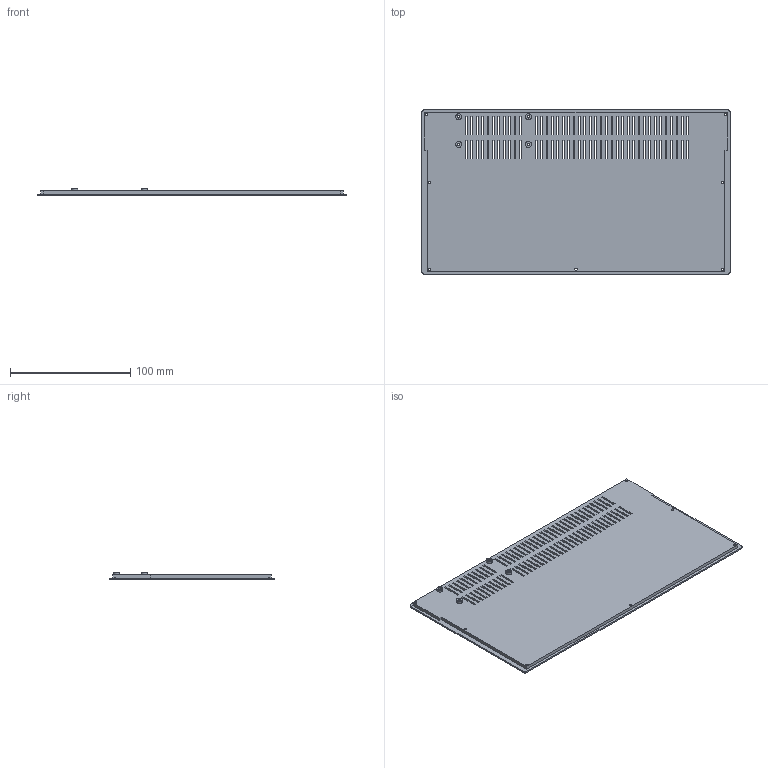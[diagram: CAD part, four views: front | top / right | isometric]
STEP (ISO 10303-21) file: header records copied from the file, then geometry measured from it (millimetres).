
FILE_DESCRIPTION(/* description */ ('STEP AP242','CAx-IF Rec.Pracs.---Representation and Presentation of Product Manufacturing Information (PMI)---4.0---2014-10-13','CAx-IF Rec.Pracs.---3D Tessellated Geometry---0.4---2014-09-14','2;1'),/* implementation_level */ '2;1');
FILE_NAME(/* name */ '66e4a0f2f26df133c157769e',/* time_stamp */ '2024-09-13T20:30:42Z',/* author */ (''),/* organization */ (''),/* preprocessor_version */ 'ST-DEVELOPER v20',/* originating_system */ ' ',/* authorisation */ ' ');
FILE_SCHEMA (('AP242_MANAGED_MODEL_BASED_3D_ENGINEERING_MIM_LF { 1 0 10303 442 1 1 4 }'));
Length unit declared in the file: metre
Products named in the file (1): bottom
Bounding box: 256 x 136.48 x 6 mm (x, y, z)
Volume: 126527.6 mm3; surface area: 80292.9 mm2
Topology: 1 solids, 1 shells, 365 faces, 1082 edges, 724 vertices
Faces by surface type: plane 339, cylinder 19, cone 7
Full cylindrical faces by diameter (mm): 2 x7, 2.2 x4, 5 x4
Entity records: 12146 total; most frequent: CARTESIAN_POINT 2120, ORIENTED_EDGE 2090, DIRECTION 1822, EDGE_CURVE 1045, LINE 1000, VECTOR 1000, VERTEX_POINT 709, EDGE_LOOP 574
